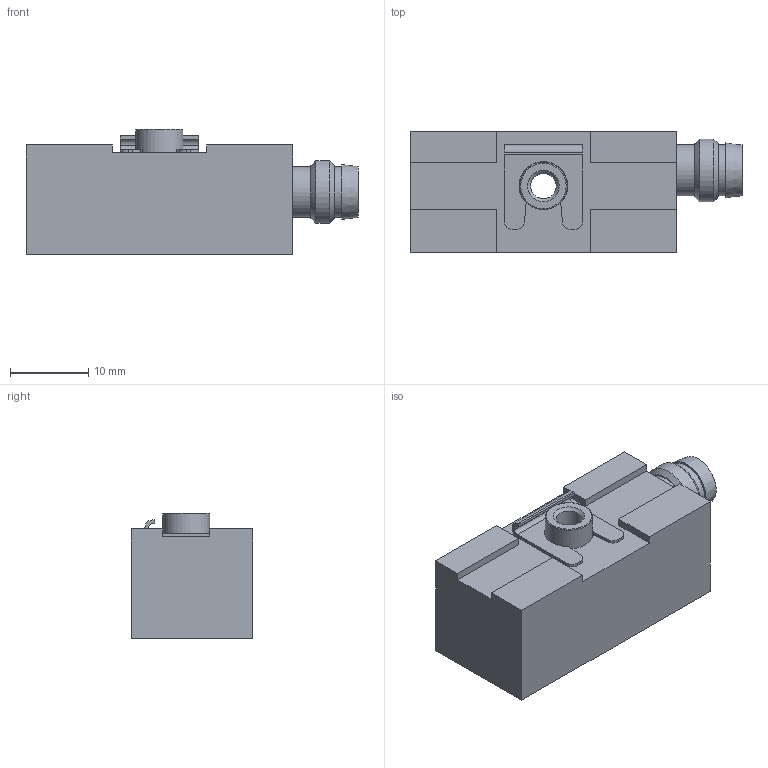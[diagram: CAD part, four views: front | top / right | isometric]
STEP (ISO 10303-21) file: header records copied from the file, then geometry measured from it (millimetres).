
FILE_DESCRIPTION(/* description */ ('STEP AP214'),/* implementation_level */ '2;1');
FILE_NAME(/* name */ '151685_SMTO-1-PS-S-LED-24-C',/* time_stamp */ '2024-09-15T08:38:41+02:00',/* author */ ('License CC BY-ND 4.0'),/* organization */ ('CADENAS'),/* preprocessor_version */ 'ST-DEVELOPER v19.3',/* originating_system */ 'PARTsolutions',/* authorisation */ ' ');
FILE_SCHEMA (('AUTOMOTIVE_DESIGN {1 0 10303 214 3 1 1}'));
Length unit declared in the file: millimetre
Products named in the file (1): 151685 SMTO-1-PS-S-LED-24-C
Bounding box: 42.3 x 15.5 x 16 mm (x, y, z)
Volume: 7232.8 mm3; surface area: 3035.7 mm2
Topology: 1 solids, 1 shells, 57 faces, 139 edges, 91 vertices
Faces by surface type: plane 36, cylinder 15, cone 5, torus 1
Full cylindrical faces by diameter (mm): 3.242 x1, 6 x2, 6.5 x2, 8 x1
Entity records: 1644 total; most frequent: DIRECTION 280, CARTESIAN_POINT 276, ORIENTED_EDGE 254, EDGE_CURVE 127, AXIS2_PLACEMENT_3D 95, VERTEX_POINT 91, LINE 90, VECTOR 90
